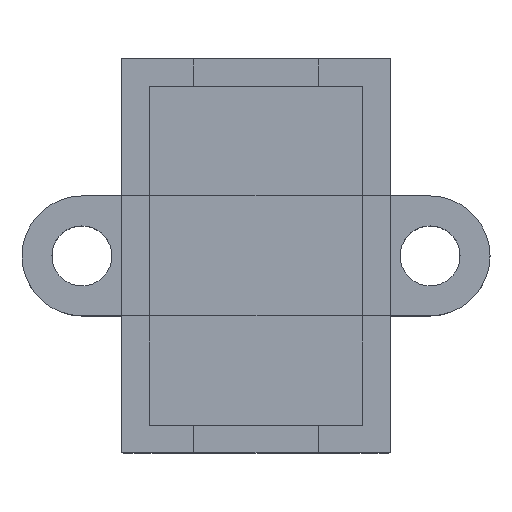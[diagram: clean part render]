
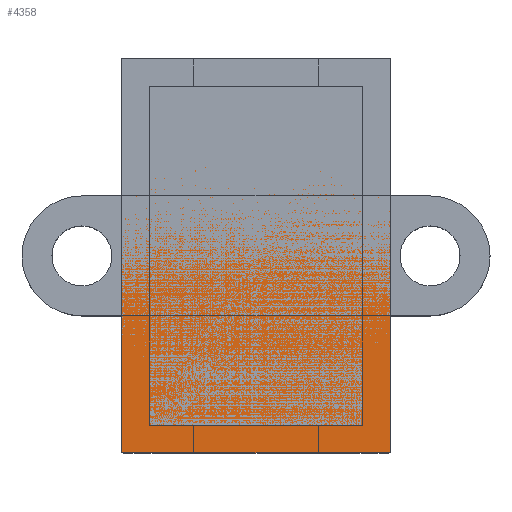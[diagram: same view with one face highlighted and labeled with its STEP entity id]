
A CAD part, top view. The second image highlights one B-rep face of the part: STEP entity #4358.
In plain terms, the highlighted face is planar.
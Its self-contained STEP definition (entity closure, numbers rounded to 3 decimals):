
#4358 = ADVANCED_FACE('',(#4359),#4373,.T.);
#4359 = FACE_BOUND('',#4360,.T.);
#4360 = EDGE_LOOP('',(#4361,#4396,#4424,#4447));
#4361 = ORIENTED_EDGE('',*,*,#4362,.T.);
#4362 = EDGE_CURVE('',#4363,#4365,#4367,.T.);
#4363 = VERTEX_POINT('',#4364);
#4364 = CARTESIAN_POINT('',(-9.65,9.65,-14.15));
#4365 = VERTEX_POINT('',#4366);
#4366 = CARTESIAN_POINT('',(-9.65,9.65,14.15));
#4367 = SURFACE_CURVE('',#4368,(#4372,#4384),.PCURVE_S1.);
#4368 = LINE('',#4369,#4370);
#4369 = CARTESIAN_POINT('',(-9.65,9.65,-14.15));
#4370 = VECTOR('',#4371,1.);
#4371 = DIRECTION('',(0.,0.,1.));
#4372 = PCURVE('',#4373,#4378);
#4373 = PLANE('',#4374);
#4374 = AXIS2_PLACEMENT_3D('',#4375,#4376,#4377);
#4375 = CARTESIAN_POINT('',(-9.65,9.65,-14.15));
#4376 = DIRECTION('',(0.,1.,0.));
#4377 = DIRECTION('',(1.,0.,0.));
#4378 = DEFINITIONAL_REPRESENTATION('',(#4379),#4383);
#4379 = LINE('',#4380,#4381);
#4380 = CARTESIAN_POINT('',(0.,0.));
#4381 = VECTOR('',#4382,1.);
#4382 = DIRECTION('',(0.,-1.));
#4383 = ( GEOMETRIC_REPRESENTATION_CONTEXT(2) 
PARAMETRIC_REPRESENTATION_CONTEXT() REPRESENTATION_CONTEXT('2D SPACE',''
  ) );
#4384 = PCURVE('',#4385,#4390);
#4385 = CYLINDRICAL_SURFACE('',#4386,9.65);
#4386 = AXIS2_PLACEMENT_3D('',#4387,#4388,#4389);
#4387 = CARTESIAN_POINT('',(0.,9.65,-14.15));
#4388 = DIRECTION('',(0.,0.,-1.));
#4389 = DIRECTION('',(1.,0.,0.));
#4390 = DEFINITIONAL_REPRESENTATION('',(#4391),#4395);
#4391 = LINE('',#4392,#4393);
#4392 = CARTESIAN_POINT('',(-3.142,0.));
#4393 = VECTOR('',#4394,1.);
#4394 = DIRECTION('',(-0.,-1.));
#4395 = ( GEOMETRIC_REPRESENTATION_CONTEXT(2) 
PARAMETRIC_REPRESENTATION_CONTEXT() REPRESENTATION_CONTEXT('2D SPACE',''
  ) );
#4396 = ORIENTED_EDGE('',*,*,#4397,.T.);
#4397 = EDGE_CURVE('',#4365,#4398,#4400,.T.);
#4398 = VERTEX_POINT('',#4399);
#4399 = CARTESIAN_POINT('',(9.65,9.65,14.15));
#4400 = SURFACE_CURVE('',#4401,(#4405,#4412),.PCURVE_S1.);
#4401 = LINE('',#4402,#4403);
#4402 = CARTESIAN_POINT('',(-9.65,9.65,14.15));
#4403 = VECTOR('',#4404,1.);
#4404 = DIRECTION('',(1.,0.,0.));
#4405 = PCURVE('',#4373,#4406);
#4406 = DEFINITIONAL_REPRESENTATION('',(#4407),#4411);
#4407 = LINE('',#4408,#4409);
#4408 = CARTESIAN_POINT('',(0.,-28.3));
#4409 = VECTOR('',#4410,1.);
#4410 = DIRECTION('',(1.,0.));
#4411 = ( GEOMETRIC_REPRESENTATION_CONTEXT(2) 
PARAMETRIC_REPRESENTATION_CONTEXT() REPRESENTATION_CONTEXT('2D SPACE',''
  ) );
#4412 = PCURVE('',#4413,#4418);
#4413 = PLANE('',#4414);
#4414 = AXIS2_PLACEMENT_3D('',#4415,#4416,#4417);
#4415 = CARTESIAN_POINT('',(-9.65,9.65,14.15));
#4416 = DIRECTION('',(0.,0.,1.));
#4417 = DIRECTION('',(0.,-1.,0.));
#4418 = DEFINITIONAL_REPRESENTATION('',(#4419),#4423);
#4419 = LINE('',#4420,#4421);
#4420 = CARTESIAN_POINT('',(0.,0.));
#4421 = VECTOR('',#4422,1.);
#4422 = DIRECTION('',(0.,1.));
#4423 = ( GEOMETRIC_REPRESENTATION_CONTEXT(2) 
PARAMETRIC_REPRESENTATION_CONTEXT() REPRESENTATION_CONTEXT('2D SPACE',''
  ) );
#4424 = ORIENTED_EDGE('',*,*,#4425,.F.);
#4425 = EDGE_CURVE('',#4426,#4398,#4428,.T.);
#4426 = VERTEX_POINT('',#4427);
#4427 = CARTESIAN_POINT('',(9.65,9.65,-14.15));
#4428 = SURFACE_CURVE('',#4429,(#4433,#4440),.PCURVE_S1.);
#4429 = LINE('',#4430,#4431);
#4430 = CARTESIAN_POINT('',(9.65,9.65,-14.15));
#4431 = VECTOR('',#4432,1.);
#4432 = DIRECTION('',(0.,0.,1.));
#4433 = PCURVE('',#4373,#4434);
#4434 = DEFINITIONAL_REPRESENTATION('',(#4435),#4439);
#4435 = LINE('',#4436,#4437);
#4436 = CARTESIAN_POINT('',(19.3,0.));
#4437 = VECTOR('',#4438,1.);
#4438 = DIRECTION('',(0.,-1.));
#4439 = ( GEOMETRIC_REPRESENTATION_CONTEXT(2) 
PARAMETRIC_REPRESENTATION_CONTEXT() REPRESENTATION_CONTEXT('2D SPACE',''
  ) );
#4440 = PCURVE('',#4385,#4441);
#4441 = DEFINITIONAL_REPRESENTATION('',(#4442),#4446);
#4442 = LINE('',#4443,#4444);
#4443 = CARTESIAN_POINT('',(-6.283,0.));
#4444 = VECTOR('',#4445,1.);
#4445 = DIRECTION('',(-0.,-1.));
#4446 = ( GEOMETRIC_REPRESENTATION_CONTEXT(2) 
PARAMETRIC_REPRESENTATION_CONTEXT() REPRESENTATION_CONTEXT('2D SPACE',''
  ) );
#4447 = ORIENTED_EDGE('',*,*,#4448,.F.);
#4448 = EDGE_CURVE('',#4363,#4426,#4449,.T.);
#4449 = SURFACE_CURVE('',#4450,(#4454,#4461),.PCURVE_S1.);
#4450 = LINE('',#4451,#4452);
#4451 = CARTESIAN_POINT('',(-9.65,9.65,-14.15));
#4452 = VECTOR('',#4453,1.);
#4453 = DIRECTION('',(1.,0.,0.));
#4454 = PCURVE('',#4373,#4455);
#4455 = DEFINITIONAL_REPRESENTATION('',(#4456),#4460);
#4456 = LINE('',#4457,#4458);
#4457 = CARTESIAN_POINT('',(0.,0.));
#4458 = VECTOR('',#4459,1.);
#4459 = DIRECTION('',(1.,0.));
#4460 = ( GEOMETRIC_REPRESENTATION_CONTEXT(2) 
PARAMETRIC_REPRESENTATION_CONTEXT() REPRESENTATION_CONTEXT('2D SPACE',''
  ) );
#4461 = PCURVE('',#4462,#4467);
#4462 = PLANE('',#4463);
#4463 = AXIS2_PLACEMENT_3D('',#4464,#4465,#4466);
#4464 = CARTESIAN_POINT('',(-9.65,9.65,-14.15));
#4465 = DIRECTION('',(0.,0.,1.));
#4466 = DIRECTION('',(0.,-1.,0.));
#4467 = DEFINITIONAL_REPRESENTATION('',(#4468),#4472);
#4468 = LINE('',#4469,#4470);
#4469 = CARTESIAN_POINT('',(0.,0.));
#4470 = VECTOR('',#4471,1.);
#4471 = DIRECTION('',(0.,1.));
#4472 = ( GEOMETRIC_REPRESENTATION_CONTEXT(2) 
PARAMETRIC_REPRESENTATION_CONTEXT() REPRESENTATION_CONTEXT('2D SPACE',''
  ) );
